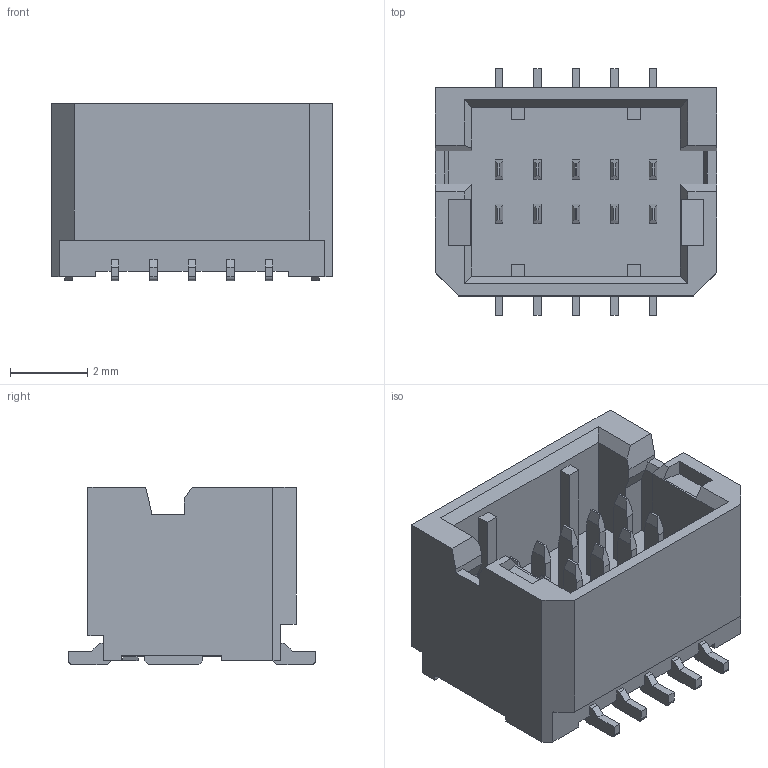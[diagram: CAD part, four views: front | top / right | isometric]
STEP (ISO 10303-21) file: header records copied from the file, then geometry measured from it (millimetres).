
FILE_DESCRIPTION(('Creo Elements/Direct Modeling STEP Export'),'2;1');
FILE_NAME('DF20F-10DP-1V.stp','2019-11-18T13:05:39',(''),(''),'Creo Elements/Direct Modeling STEP processor for AP214 (Solid Model)','Creo Elements/Direct Modeling 19.0F 14-Feb-2017 (C) Parametric Technology GmbH','');
FILE_SCHEMA(('AUTOMOTIVE_DESIGN { 1 0 10303 214 1 1 1 1 }'));
Length unit declared in the file: millimetre
Products named in the file (2): DF20F-10DP-1V.prt
Assembly tree (1 placements, depth 2):
  DF20F-10DP-1V.prt
    DF20F-10DP-1V.prt
Bounding box: 7.3 x 6.4 x 4.6 mm (x, y, z)
Volume: 97.8 mm3; surface area: 296.9 mm2
Topology: 1 solids, 1 shells, 358 faces, 980 edges, 636 vertices
Faces by surface type: plane 348, cylinder 10
Entity records: 11093 total; most frequent: CARTESIAN_POINT 1976, ORIENTED_EDGE 1960, DIRECTION 1720, EDGE_CURVE 980, VECTOR 960, LINE 960, VERTEX_POINT 636, AXIS2_PLACEMENT_3D 380
